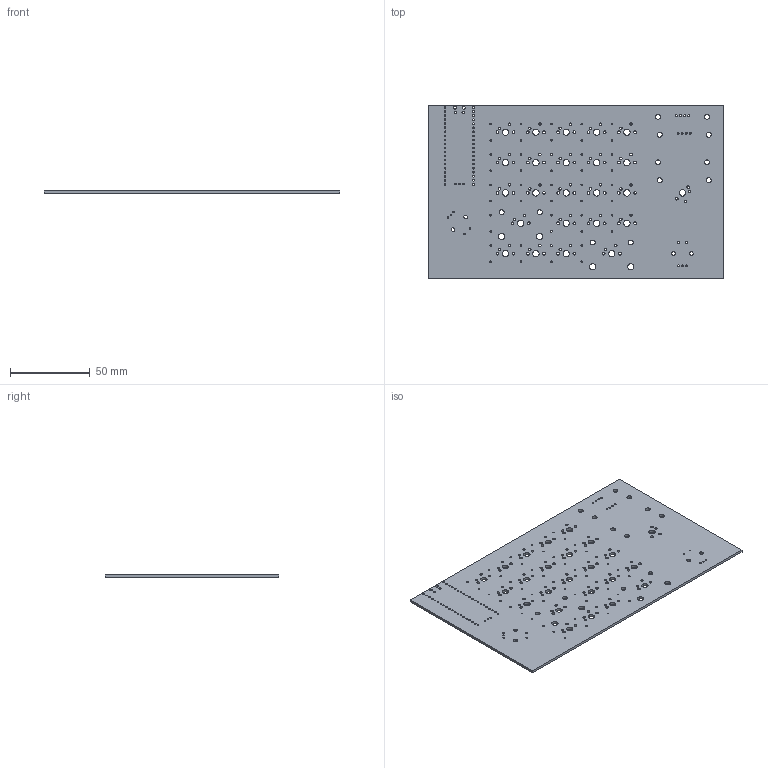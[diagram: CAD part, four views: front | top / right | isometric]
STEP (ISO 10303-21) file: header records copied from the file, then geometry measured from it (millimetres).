
FILE_DESCRIPTION(('KiCad electronic assembly'),'2;1');
FILE_NAME('360.stp','2021-10-15T00:04:00',('An Author'),('A Company'), 'Open CASCADE STEP processor 7.5','KiCad to STEP converter','Unknown' );
FILE_SCHEMA(('AUTOMOTIVE_DESIGN { 1 0 10303 214 1 1 1 1 }'));
Length unit declared in the file: millimetre
Products named in the file (3): Open CASCADE STEP translator 7.5 1; Pico; COMPOUND
Assembly tree (2 placements, depth 2):
  Open CASCADE STEP translator 7.5 1
    Pico
    COMPOUND
Bounding box: 185.65 x 109 x 1.6 mm (x, y, z)
Volume: 31192 mm3; surface area: 42068.3 mm2
Topology: 1 solids, 1 shells, 269 faces, 801 edges, 534 vertices
Faces by surface type: cylinder 255, plane 14
Full cylindrical faces by diameter (mm): 0.991 x46, 1 x10, 1.02 x51, 1.499 x48, 1.5 x2, 1.702 x48, 1.8 x2, 3.048 x4, 3.1 x8, 3.988 x28
Entity records: 22357 total; most frequent: CARTESIAN_POINT 6269, DIRECTION 2947, ORIENTED_EDGE 1602, PCURVE 1602, DEFINITIONAL_REPRESENTATION 1602, LINE 1383, VECTOR 1383, EDGE_CURVE 801
